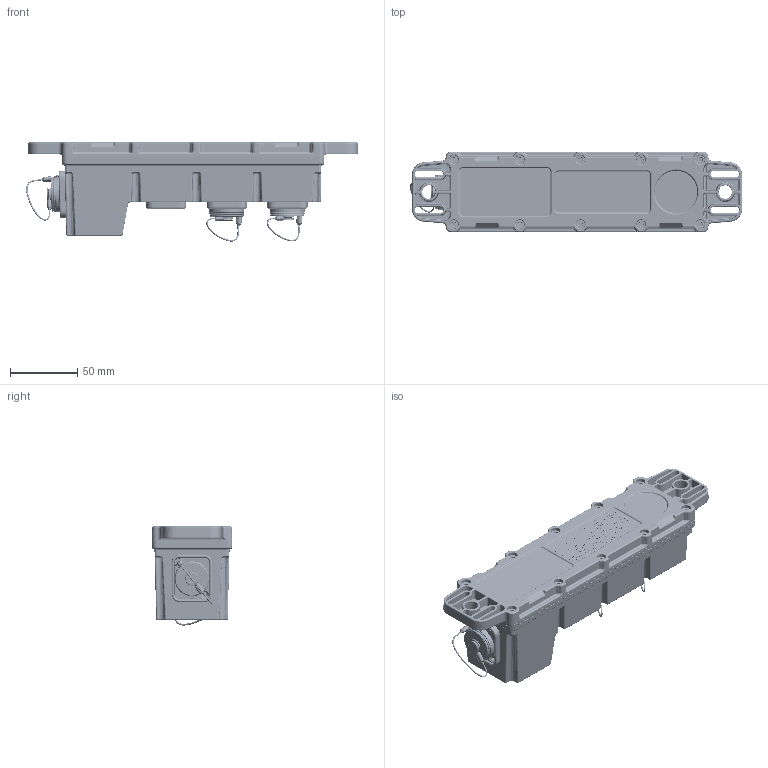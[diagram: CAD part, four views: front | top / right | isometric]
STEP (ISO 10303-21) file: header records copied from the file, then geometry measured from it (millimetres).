
FILE_DESCRIPTION((''),'2;1');
FILE_NAME('30012707','2025-07-28T10:34:28',('SYSTEM'),(''),'CREO PARAMETRIC BY PTC INC, 2023424','CREO PARAMETRIC BY PTC INC, 2023424','');
FILE_SCHEMA(('CONFIG_CONTROL_DESIGN'));
Products named in the file (1): 30012707
Bounding box: 246.48 x 60 x 73.69 mm (x, y, z)
Volume: 536805.6 mm3; surface area: 115232 mm2
Topology: 1 solids, 48 shells, 6019 faces, 14661 edges, 9098 vertices
Faces by surface type: plane 2571, cylinder 1094, bspline 739, torus 732, extrusion 424, cone 351, sphere 108
Entity records: 240531 total; most frequent: CARTESIAN_POINT 104924, ORIENTED_EDGE 29306, DIRECTION 25919, EDGE_CURVE 14653, VERTEX_POINT 9097, AXIS2_PLACEMENT_3D 8847, VECTOR 8225, LINE 7801
